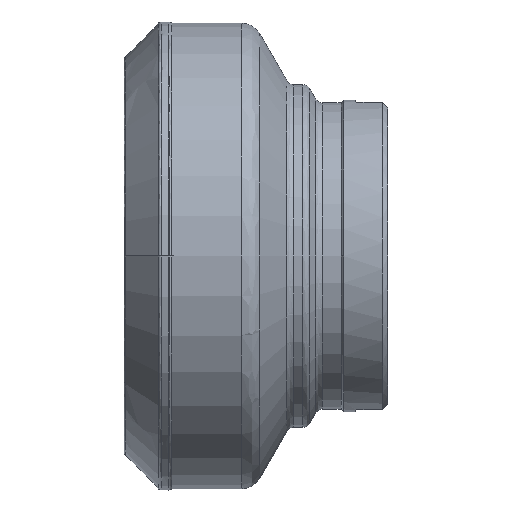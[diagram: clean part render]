
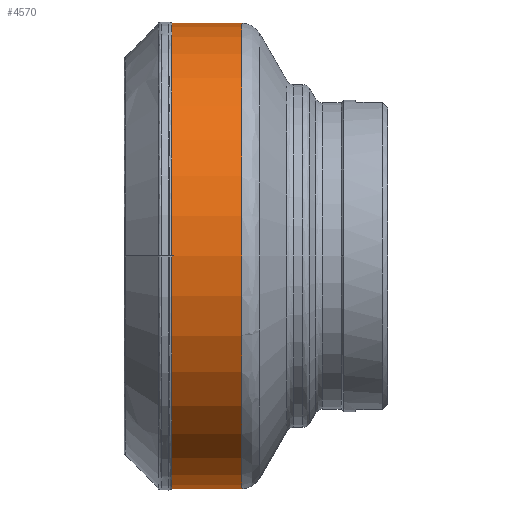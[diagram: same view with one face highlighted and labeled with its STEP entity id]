
A CAD part, front view. The second image highlights one B-rep face of the part: STEP entity #4570.
In plain terms, the highlighted cylindrical face has radius 44.8 mm (diameter 89.6 mm), a partial arc.
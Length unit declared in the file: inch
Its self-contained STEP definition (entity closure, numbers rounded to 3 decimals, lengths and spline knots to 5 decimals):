
#358 = DIRECTION ( 'NONE',  ( 0., 0., 1. ) ) ;
#493 = CIRCLE ( 'NONE', #1328, 1.76378 ) ;
#710 = LINE ( 'NONE', #4810, #3059 ) ;
#861 = DIRECTION ( 'NONE',  ( -1., 0., 0. ) ) ;
#1258 = DIRECTION ( 'NONE',  ( 0., 0., 1. ) ) ;
#1264 = DIRECTION ( 'NONE',  ( -1., 0., 0. ) ) ;
#1328 = AXIS2_PLACEMENT_3D ( 'NONE', #6421, #6455, #358 ) ;
#1554 = CARTESIAN_POINT ( 'NONE',  ( 0., 0., -1.76378 ) ) ;
#1650 = LINE ( 'NONE', #1554, #2590 ) ;
#2298 = CARTESIAN_POINT ( 'NONE',  ( 0.89201, 0., 0. ) ) ;
#2508 = VERTEX_POINT ( 'NONE', #4485 ) ;
#2590 = VECTOR ( 'NONE', #2627, 39.37008 ) ;
#2622 = VERTEX_POINT ( 'NONE', #3138 ) ;
#2627 = DIRECTION ( 'NONE',  ( -1., 0., 0. ) ) ;
#2778 = AXIS2_PLACEMENT_3D ( 'NONE', #2298, #5365, #1258 ) ;
#2937 = EDGE_CURVE ( 'NONE', #3907, #2508, #1650, .T. ) ;
#3059 = VECTOR ( 'NONE', #1264, 39.37008 ) ;
#3138 = CARTESIAN_POINT ( 'NONE',  ( 0.89201, 0., 1.76378 ) ) ;
#3235 = CARTESIAN_POINT ( 'NONE',  ( 0.89201, 0., -1.76378 ) ) ;
#3415 = DIRECTION ( 'NONE',  ( 0., 0., 1. ) ) ;
#3875 = CYLINDRICAL_SURFACE ( 'NONE', #4851, 1.76378 ) ;
#3907 = VERTEX_POINT ( 'NONE', #3235 ) ;
#3911 = CARTESIAN_POINT ( 'NONE',  ( 0., 0., 0. ) ) ;
#4168 = ORIENTED_EDGE ( 'NONE', *, *, #6082, .T. ) ;
#4299 = EDGE_CURVE ( 'NONE', #2622, #6128, #710, .T. ) ;
#4338 = FACE_OUTER_BOUND ( 'NONE', #5905, .T. ) ;
#4485 = CARTESIAN_POINT ( 'NONE',  ( 0.34364, 0., -1.76378 ) ) ;
#4570 = ADVANCED_FACE ( 'NONE', ( #4338 ), #3875, .T. ) ;
#4662 = CIRCLE ( 'NONE', #2778, 1.76378 ) ;
#4810 = CARTESIAN_POINT ( 'NONE',  ( 0., 0., 1.76378 ) ) ;
#4851 = AXIS2_PLACEMENT_3D ( 'NONE', #3911, #861, #3415 ) ;
#5090 = ORIENTED_EDGE ( 'NONE', *, *, #2937, .F. ) ;
#5365 = DIRECTION ( 'NONE',  ( -1., 0., 0. ) ) ;
#5479 = EDGE_CURVE ( 'NONE', #6128, #2508, #493, .T. ) ;
#5905 = EDGE_LOOP ( 'NONE', ( #5090, #4168, #6255, #5909 ) ) ;
#5909 = ORIENTED_EDGE ( 'NONE', *, *, #5479, .T. ) ;
#6082 = EDGE_CURVE ( 'NONE', #3907, #2622, #4662, .T. ) ;
#6128 = VERTEX_POINT ( 'NONE', #6292 ) ;
#6255 = ORIENTED_EDGE ( 'NONE', *, *, #4299, .T. ) ;
#6292 = CARTESIAN_POINT ( 'NONE',  ( 0.34364, 0., 1.76378 ) ) ;
#6421 = CARTESIAN_POINT ( 'NONE',  ( 0.34364, 0., 0. ) ) ;
#6455 = DIRECTION ( 'NONE',  ( 1., 0., 0. ) ) ;
